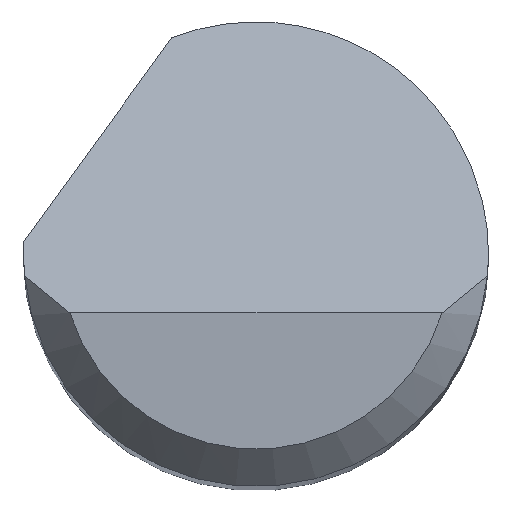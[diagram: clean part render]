
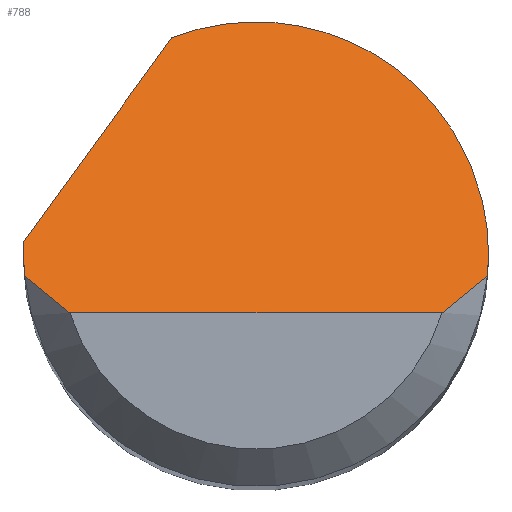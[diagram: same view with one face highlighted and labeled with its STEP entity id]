
A CAD part, top view. The second image highlights one B-rep face of the part: STEP entity #788.
In plain terms, the highlighted planar face has unit normal (0, 0.707, 0.707).
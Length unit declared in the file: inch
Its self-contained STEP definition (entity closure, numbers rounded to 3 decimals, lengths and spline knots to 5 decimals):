
#38 = CARTESIAN_POINT ( 'NONE',  ( -0.09375, -0.02375, 1.5 ) ) ;
#43 = EDGE_CURVE ( 'NONE', #507, #568, #865, .T. ) ;
#56 = EDGE_LOOP ( 'NONE', ( #534, #177, #872, #192, #414, #112, #595, #490 ) ) ;
#76 = CARTESIAN_POINT ( 'NONE',  ( -0.09375, 0., 1.47625 ) ) ;
#87 = CARTESIAN_POINT ( 'NONE',  ( -0.03394, 0.08739, 1.38886 ) ) ;
#94 = CARTESIAN_POINT ( 'NONE',  ( -0.09375, -0.00292, 1.47917 ) ) ;
#112 = ORIENTED_EDGE ( 'NONE', *, *, #679, .F. ) ;
#130 = CARTESIAN_POINT ( 'NONE',  ( 0.08761, -0.01397, 1.49022 ) ) ;
#134 = EDGE_CURVE ( 'NONE', #568, #832, #388, .T. ) ;
#137 = VERTEX_POINT ( 'NONE', #316 ) ;
#138 = VERTEX_POINT ( 'NONE', #775 ) ;
#173 = DIRECTION ( 'NONE',  ( 0., -0.707, -0.707 ) ) ;
#177 = ORIENTED_EDGE ( 'NONE', *, *, #609, .T. ) ;
#192 = ORIENTED_EDGE ( 'NONE', *, *, #702, .F. ) ;
#193 = DIRECTION ( 'NONE',  ( 0.456, 0.629, -0.629 ) ) ;
#236 = CARTESIAN_POINT ( 'NONE',  ( -0.07508, -0.02375, 1.5 ) ) ;
#244 = FACE_OUTER_BOUND ( 'NONE', #56, .T. ) ;
#248 = CARTESIAN_POINT ( 'NONE',  ( -0.09361, -0.00584, 1.48209 ) ) ;
#249 =( BOUNDED_CURVE ( )  B_SPLINE_CURVE ( 3, ( #862, #248, #94, #375 ),
 .UNSPECIFIED., .F., .T. ) 
 B_SPLINE_CURVE_WITH_KNOTS ( ( 4, 4 ),
 ( 4.61892, 4.71239 ),
 .UNSPECIFIED. ) 
 CURVE ( )  GEOMETRIC_REPRESENTATION_ITEM ( )  RATIONAL_B_SPLINE_CURVE ( ( 1., 0.999, 0.999, 1. ) ) 
 REPRESENTATION_ITEM ( '' )  );
#255 = CARTESIAN_POINT ( 'NONE',  ( 0.08157, -0.019, 1.49525 ) ) ;
#275 = CARTESIAN_POINT ( 'NONE',  ( -0.08157, -0.019, 1.49525 ) ) ;
#308 = DIRECTION ( 'NONE',  ( 0., 0.707, -0.707 ) ) ;
#316 = CARTESIAN_POINT ( 'NONE',  ( 0.09334, -0.00875, 1.485 ) ) ;
#328 = VERTEX_POINT ( 'NONE', #548 ) ;
#337 = B_SPLINE_CURVE_WITH_KNOTS ( 'NONE', 3,
 ( #532, #255, #130, #869 ),
 .UNSPECIFIED., .F., .F.,
 ( 4, 4 ),
 ( 0., 0.00071 ),
 .UNSPECIFIED. ) ;
#340 = CARTESIAN_POINT ( 'NONE',  ( -0.11014, -0.01781, 1.49406 ) ) ;
#341 =( BOUNDED_CURVE ( )  B_SPLINE_CURVE ( 3, ( #87, #421, #823, #487 ),
 .UNSPECIFIED., .F., .T. ) 
 B_SPLINE_CURVE_WITH_KNOTS ( ( 4, 4 ),
 ( 5.91277, 7.85398 ),
 .UNSPECIFIED. ) 
 CURVE ( )  GEOMETRIC_REPRESENTATION_ITEM ( )  RATIONAL_B_SPLINE_CURVE ( ( 1., 0.71, 0.71, 1. ) ) 
 REPRESENTATION_ITEM ( '' )  );
#348 = VERTEX_POINT ( 'NONE', #76 ) ;
#365 = CARTESIAN_POINT ( 'NONE',  ( -0.09375, 0., 1.47625 ) ) ;
#366 = CARTESIAN_POINT ( 'NONE',  ( 0.09375, -0.00292, 1.47917 ) ) ;
#375 = CARTESIAN_POINT ( 'NONE',  ( -0.09375, 0., 1.47625 ) ) ;
#383 =( BOUNDED_CURVE ( )  B_SPLINE_CURVE ( 3, ( #591, #366, #769, #829 ),
 .UNSPECIFIED., .F., .T. ) 
 B_SPLINE_CURVE_WITH_KNOTS ( ( 4, 4 ),
 ( 1.5708, 1.66427 ),
 .UNSPECIFIED. ) 
 CURVE ( )  GEOMETRIC_REPRESENTATION_ITEM ( )  RATIONAL_B_SPLINE_CURVE ( ( 1., 0.999, 0.999, 1. ) ) 
 REPRESENTATION_ITEM ( '' )  );
#388 = LINE ( 'NONE', #516, #584 ) ;
#414 = ORIENTED_EDGE ( 'NONE', *, *, #601, .F. ) ;
#421 = CARTESIAN_POINT ( 'NONE',  ( 0.03379, 0.11369, 1.36256 ) ) ;
#465 =( BOUNDED_CURVE ( )  B_SPLINE_CURVE ( 3, ( #365, #817, #564, #835 ),
 .UNSPECIFIED., .F., .T. ) 
 B_SPLINE_CURVE_WITH_KNOTS ( ( 4, 4 ),
 ( 4.71239, 4.76575 ),
 .UNSPECIFIED. ) 
 CURVE ( )  GEOMETRIC_REPRESENTATION_ITEM ( )  RATIONAL_B_SPLINE_CURVE ( ( 1., 1., 1., 1. ) ) 
 REPRESENTATION_ITEM ( '' )  );
#473 = LINE ( 'NONE', #340, #713 ) ;
#487 = CARTESIAN_POINT ( 'NONE',  ( 0.09375, 0., 1.47625 ) ) ;
#490 = ORIENTED_EDGE ( 'NONE', *, *, #43, .T. ) ;
#507 = VERTEX_POINT ( 'NONE', #866 ) ;
#516 = CARTESIAN_POINT ( 'NONE',  ( 0., -0.02375, 1.5 ) ) ;
#519 = EDGE_CURVE ( 'NONE', #524, #137, #383, .T. ) ;
#524 = VERTEX_POINT ( 'NONE', #704 ) ;
#532 = CARTESIAN_POINT ( 'NONE',  ( 0.07508, -0.02375, 1.5 ) ) ;
#534 = ORIENTED_EDGE ( 'NONE', *, *, #134, .T. ) ;
#548 = CARTESIAN_POINT ( 'NONE',  ( -0.03394, 0.08739, 1.38886 ) ) ;
#564 = CARTESIAN_POINT ( 'NONE',  ( -0.09371, 0.00333, 1.47292 ) ) ;
#568 = VERTEX_POINT ( 'NONE', #665 ) ;
#584 = VECTOR ( 'NONE', #651, 39.37008 ) ;
#591 = CARTESIAN_POINT ( 'NONE',  ( 0.09375, 0., 1.47625 ) ) ;
#595 = ORIENTED_EDGE ( 'NONE', *, *, #705, .F. ) ;
#601 = EDGE_CURVE ( 'NONE', #138, #328, #473, .T. ) ;
#609 = EDGE_CURVE ( 'NONE', #832, #137, #337, .T. ) ;
#651 = DIRECTION ( 'NONE',  ( 1., 0., 0. ) ) ;
#665 = CARTESIAN_POINT ( 'NONE',  ( -0.07508, -0.02375, 1.5 ) ) ;
#679 = EDGE_CURVE ( 'NONE', #348, #138, #465, .T. ) ;
#682 = CARTESIAN_POINT ( 'NONE',  ( -0.09334, -0.00875, 1.485 ) ) ;
#702 = EDGE_CURVE ( 'NONE', #328, #524, #341, .T. ) ;
#704 = CARTESIAN_POINT ( 'NONE',  ( 0.09375, 0., 1.47625 ) ) ;
#705 = EDGE_CURVE ( 'NONE', #507, #348, #249, .T. ) ;
#713 = VECTOR ( 'NONE', #193, 39.37008 ) ;
#769 = CARTESIAN_POINT ( 'NONE',  ( 0.09361, -0.00584, 1.48209 ) ) ;
#775 = CARTESIAN_POINT ( 'NONE',  ( -0.09362, 0.005, 1.47125 ) ) ;
#783 = PLANE ( 'NONE',  #809 ) ;
#788 = ADVANCED_FACE ( 'NONE', ( #244 ), #783, .F. ) ;
#809 = AXIS2_PLACEMENT_3D ( 'NONE', #38, #173, #308 ) ;
#817 = CARTESIAN_POINT ( 'NONE',  ( -0.09375, 0.00167, 1.47458 ) ) ;
#823 = CARTESIAN_POINT ( 'NONE',  ( 0.09375, 0.07266, 1.40359 ) ) ;
#829 = CARTESIAN_POINT ( 'NONE',  ( 0.09334, -0.00875, 1.485 ) ) ;
#832 = VERTEX_POINT ( 'NONE', #838 ) ;
#835 = CARTESIAN_POINT ( 'NONE',  ( -0.09362, 0.005, 1.47125 ) ) ;
#838 = CARTESIAN_POINT ( 'NONE',  ( 0.07508, -0.02375, 1.5 ) ) ;
#862 = CARTESIAN_POINT ( 'NONE',  ( -0.09334, -0.00875, 1.485 ) ) ;
#865 = B_SPLINE_CURVE_WITH_KNOTS ( 'NONE', 3,
 ( #682, #886, #275, #236 ),
 .UNSPECIFIED., .F., .F.,
 ( 4, 4 ),
 ( 0., 0.00071 ),
 .UNSPECIFIED. ) ;
#866 = CARTESIAN_POINT ( 'NONE',  ( -0.09334, -0.00875, 1.485 ) ) ;
#869 = CARTESIAN_POINT ( 'NONE',  ( 0.09334, -0.00875, 1.485 ) ) ;
#872 = ORIENTED_EDGE ( 'NONE', *, *, #519, .F. ) ;
#886 = CARTESIAN_POINT ( 'NONE',  ( -0.08761, -0.01397, 1.49022 ) ) ;
